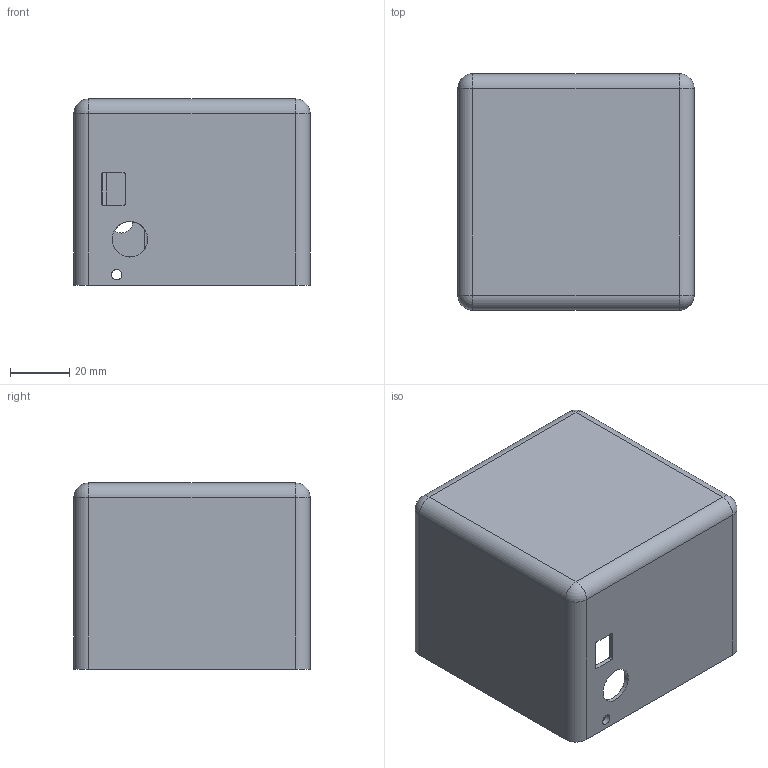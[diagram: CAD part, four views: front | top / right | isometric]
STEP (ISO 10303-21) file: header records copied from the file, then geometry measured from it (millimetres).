
FILE_DESCRIPTION(('FreeCAD Model'),'2;1');
FILE_NAME('body.step', '2015-07-09T10:45:15',('Author'),(''), 'Open CASCADE STEP processor 6.8','FreeCAD','Unknown');
FILE_SCHEMA(('AUTOMOTIVE_DESIGN_CC2 { 1 2 10303 214 -1 1 5 4 }'));
Length unit declared in the file: millimetre
Products named in the file (1): cabeza
Bounding box: 80 x 80 x 63 mm (x, y, z)
Volume: 47271.2 mm3; surface area: 48415.5 mm2
Topology: 1 solids, 1 shells, 68 faces, 173 edges, 98 vertices
Faces by surface type: cylinder 35, plane 17, sphere 16
Full cylindrical faces by diameter (mm): 3.5 x2, 8 x1, 12 x1, 17 x2
Entity records: 4451 total; most frequent: CARTESIAN_POINT 1236, DIRECTION 579, ORIENTED_EDGE 326, PCURVE 326, DEFINITIONAL_REPRESENTATION 326, LINE 261, VECTOR 261, EDGE_CURVE 163
